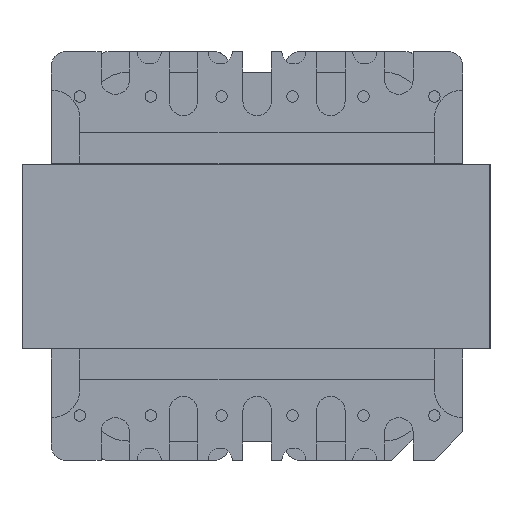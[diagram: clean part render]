
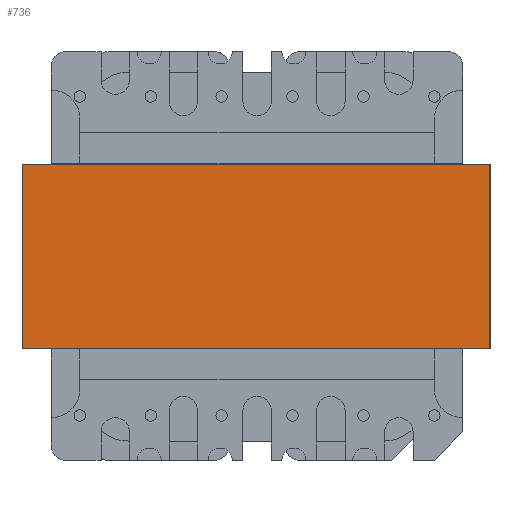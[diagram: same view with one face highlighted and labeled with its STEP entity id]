
A CAD part, front view. The second image highlights one B-rep face of the part: STEP entity #736.
In plain terms, the highlighted planar face has unit normal (0, -1, 0).
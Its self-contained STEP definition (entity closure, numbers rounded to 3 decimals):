
#86 = CARTESIAN_POINT ( 'NONE',  ( 33., 0., 0. ) ) ;
#183 = CARTESIAN_POINT ( 'NONE',  ( 0., 0., 0. ) ) ;
#197 = VERTEX_POINT ( 'NONE', #3308 ) ;
#257 = ORIENTED_EDGE ( 'NONE', *, *, #1902, .F. ) ;
#641 = VECTOR ( 'NONE', #2303, 1000. ) ;
#736 = ADVANCED_FACE ( 'NONE', ( #4986 ), #2794, .T. ) ;
#901 = VECTOR ( 'NONE', #3126, 1000. ) ;
#1044 = ORIENTED_EDGE ( 'NONE', *, *, #2684, .F. ) ;
#1242 = CARTESIAN_POINT ( 'NONE',  ( 0., 0., 0. ) ) ;
#1305 = EDGE_LOOP ( 'NONE', ( #3372, #257, #1044, #1500 ) ) ;
#1458 = LINE ( 'NONE', #4768, #901 ) ;
#1500 = ORIENTED_EDGE ( 'NONE', *, *, #3545, .F. ) ;
#1527 = LINE ( 'NONE', #1642, #2893 ) ;
#1642 = CARTESIAN_POINT ( 'NONE',  ( 0., 0., 0. ) ) ;
#1688 = LINE ( 'NONE', #183, #641 ) ;
#1902 = EDGE_CURVE ( 'NONE', #2413, #5576, #1458, .T. ) ;
#2284 = DIRECTION ( 'NONE',  ( 0., 0., -1. ) ) ;
#2303 = DIRECTION ( 'NONE',  ( 0., 0., 1. ) ) ;
#2413 = VERTEX_POINT ( 'NONE', #5861 ) ;
#2684 = EDGE_CURVE ( 'NONE', #197, #2413, #2821, .T. ) ;
#2794 = PLANE ( 'NONE',  #6908 ) ;
#2821 = LINE ( 'NONE', #86, #6782 ) ;
#2869 = DIRECTION ( 'NONE',  ( 0., -1., 0. ) ) ;
#2893 = VECTOR ( 'NONE', #5981, 1000. ) ;
#3126 = DIRECTION ( 'NONE',  ( -1., 0., 0. ) ) ;
#3299 = DIRECTION ( 'NONE',  ( 0., 0., -1. ) ) ;
#3308 = CARTESIAN_POINT ( 'NONE',  ( 33., 0., 0. ) ) ;
#3372 = ORIENTED_EDGE ( 'NONE', *, *, #7003, .F. ) ;
#3545 = EDGE_CURVE ( 'NONE', #6361, #197, #1527, .T. ) ;
#3779 = CARTESIAN_POINT ( 'NONE',  ( 0., 0., -13. ) ) ;
#4768 = CARTESIAN_POINT ( 'NONE',  ( 0., 0., -13. ) ) ;
#4986 = FACE_OUTER_BOUND ( 'NONE', #1305, .T. ) ;
#5024 = CARTESIAN_POINT ( 'NONE',  ( 0., 0., 0. ) ) ;
#5576 = VERTEX_POINT ( 'NONE', #3779 ) ;
#5861 = CARTESIAN_POINT ( 'NONE',  ( 33., 0., -13. ) ) ;
#5981 = DIRECTION ( 'NONE',  ( 1., 0., 0. ) ) ;
#6361 = VERTEX_POINT ( 'NONE', #1242 ) ;
#6782 = VECTOR ( 'NONE', #2284, 1000. ) ;
#6908 = AXIS2_PLACEMENT_3D ( 'NONE', #5024, #2869, #3299 ) ;
#7003 = EDGE_CURVE ( 'NONE', #5576, #6361, #1688, .T. ) ;
